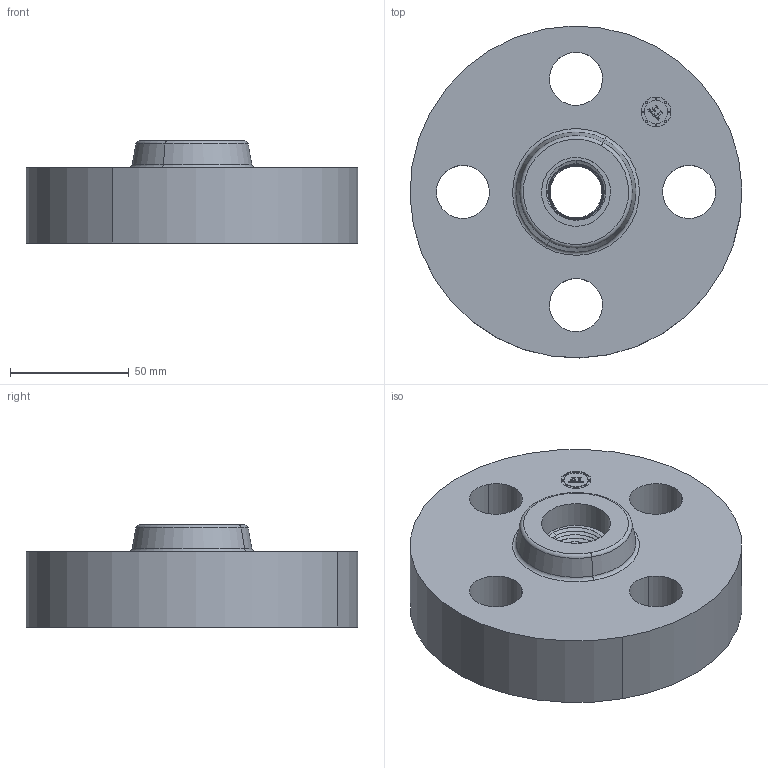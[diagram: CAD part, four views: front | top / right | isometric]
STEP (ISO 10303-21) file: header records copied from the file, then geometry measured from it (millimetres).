
FILE_DESCRIPTION(('3D STEP'),'2;1');
FILE_NAME('0.75-2500-THREADED-FF-FLANGE.stp','2013-03-16T06:56:49+00:00',('Texas Flange'),(''),'CATIA Version 5 Release 20 SP 6 (IN-10)','CATIA V5 STEP AP214','800-826-3801');
FILE_SCHEMA(('AUTOMOTIVE_DESIGN { 1 0 10303 214 1 1 1 1 }'));
Length unit declared in the file: inch
Products named in the file (1): 0.75-2500-THREADED-FF-FLANGE
Bounding box: 139.66 x 139.66 x 42.93 mm (x, y, z)
Volume: 435849.4 mm3; surface area: 56344.1 mm2
Topology: 1 solids, 1 shells, 590 faces, 1590 edges, 1021 vertices
Faces by surface type: plane 369, bspline 147, cone 38, cylinder 32, torus 4
Entity records: 23817 total; most frequent: CARTESIAN_POINT 7955, ORIENTED_EDGE 3180, DIRECTION 1921, EDGE_CURVE 1590, VECTOR 1113, LINE 1113, VERTEX_POINT 1021, EDGE_LOOP 619
